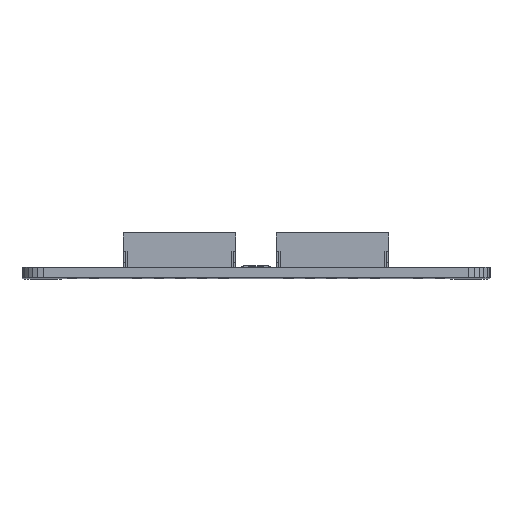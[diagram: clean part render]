
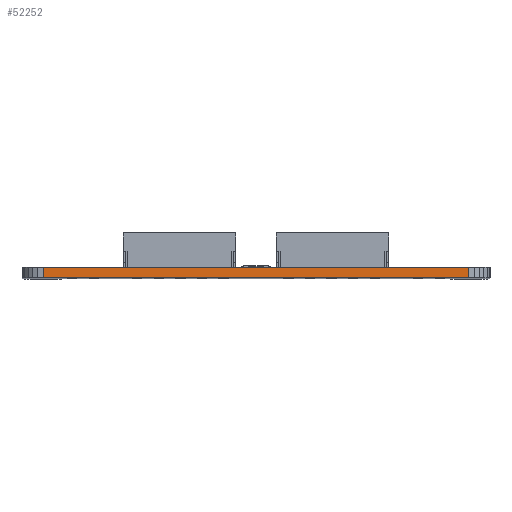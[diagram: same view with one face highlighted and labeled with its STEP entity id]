
A CAD part, top view. The second image highlights one B-rep face of the part: STEP entity #52252.
In plain terms, the highlighted face is planar.
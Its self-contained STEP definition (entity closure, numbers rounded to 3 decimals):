
#937 = CARTESIAN_POINT ( 'NONE',  ( 2.5, 0., 0. ) ) ;
#1420 = CARTESIAN_POINT ( 'NONE',  ( 2.5, 0., 0. ) ) ;
#4129 = ORIENTED_EDGE ( 'NONE', *, *, #51113, .T. ) ;
#6643 = DIRECTION ( 'NONE',  ( 1., 0., 0. ) ) ;
#6691 = CARTESIAN_POINT ( 'NONE',  ( 2.5, 0., 0. ) ) ;
#7181 = ORIENTED_EDGE ( 'NONE', *, *, #57006, .T. ) ;
#8149 = LINE ( 'NONE', #51097, #66315 ) ;
#12671 = LINE ( 'NONE', #6691, #15148 ) ;
#15148 = VECTOR ( 'NONE', #27670, 1000. ) ;
#17329 = FACE_OUTER_BOUND ( 'NONE', #39076, .T. ) ;
#19826 = CARTESIAN_POINT ( 'NONE',  ( 2.5, 0., 0. ) ) ;
#23125 = VERTEX_POINT ( 'NONE', #24597 ) ;
#24597 = CARTESIAN_POINT ( 'NONE',  ( 52.5, 0., -1.2 ) ) ;
#25385 = DIRECTION ( 'NONE',  ( 0., 0., 1. ) ) ;
#26642 = VECTOR ( 'NONE', #58203, 1000. ) ;
#27670 = DIRECTION ( 'NONE',  ( -1., 0., 0. ) ) ;
#29918 = CARTESIAN_POINT ( 'NONE',  ( 52.5, 0., 0. ) ) ;
#29984 = AXIS2_PLACEMENT_3D ( 'NONE', #19826, #46498, #35901 ) ;
#33390 = VERTEX_POINT ( 'NONE', #1420 ) ;
#35901 = DIRECTION ( 'NONE',  ( 0., 0., -1. ) ) ;
#36842 = VERTEX_POINT ( 'NONE', #29918 ) ;
#37065 = ORIENTED_EDGE ( 'NONE', *, *, #43632, .T. ) ;
#37207 = EDGE_CURVE ( 'NONE', #66513, #23125, #61114, .T. ) ;
#39076 = EDGE_LOOP ( 'NONE', ( #37065, #4129, #7181, #49483 ) ) ;
#40447 = LINE ( 'NONE', #937, #26642 ) ;
#41369 = PLANE ( 'NONE',  #29984 ) ;
#42328 = CARTESIAN_POINT ( 'NONE',  ( 2.5, 0., -1.2 ) ) ;
#43632 = EDGE_CURVE ( 'NONE', #23125, #36842, #8149, .T. ) ;
#46498 = DIRECTION ( 'NONE',  ( 0., -1., 0. ) ) ;
#49483 = ORIENTED_EDGE ( 'NONE', *, *, #37207, .T. ) ;
#51097 = CARTESIAN_POINT ( 'NONE',  ( 52.5, 0., 0. ) ) ;
#51113 = EDGE_CURVE ( 'NONE', #36842, #33390, #12671, .T. ) ;
#52252 = ADVANCED_FACE ( 'NONE', ( #17329 ), #41369, .T. ) ;
#53917 = VECTOR ( 'NONE', #6643, 1000. ) ;
#57006 = EDGE_CURVE ( 'NONE', #33390, #66513, #40447, .T. ) ;
#58203 = DIRECTION ( 'NONE',  ( 0., 0., -1. ) ) ;
#61114 = LINE ( 'NONE', #63294, #53917 ) ;
#63294 = CARTESIAN_POINT ( 'NONE',  ( 2.5, 0., -1.2 ) ) ;
#66315 = VECTOR ( 'NONE', #25385, 1000. ) ;
#66513 = VERTEX_POINT ( 'NONE', #42328 ) ;
